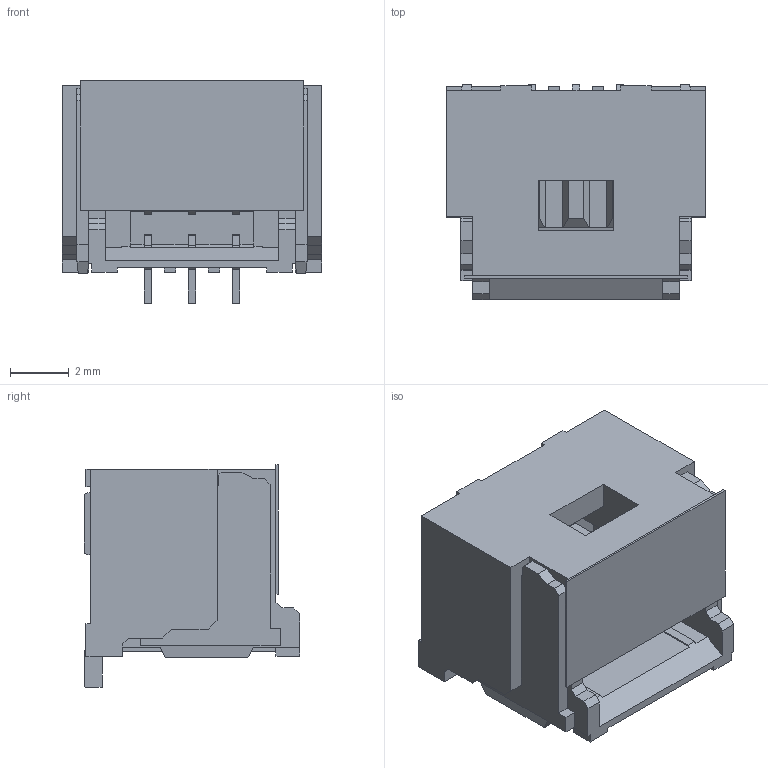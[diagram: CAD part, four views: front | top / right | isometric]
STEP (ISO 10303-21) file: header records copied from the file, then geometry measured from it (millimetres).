
FILE_DESCRIPTION(/* description */ (''),/* implementation_level */ '2;1');
FILE_NAME(/* name */ '2132250370wbm000_02_214.stp',/* time_stamp */ '2024-08-20T16:21:42+06:00',/* author */ (''),/* organization */ (''),/* preprocessor_version */ 'ST-DEVELOPER v16.7',/* originating_system */ 'SIEMENS PLM Software NX 1919',/* authorisation */ '');
FILE_SCHEMA (('AUTOMOTIVE_DESIGN { 1 0 10303 214 3 1 1 1 }'));
Length unit declared in the file: millimetre
Products named in the file (1): 2132250370wbm000_02
Bounding box: 8.8 x 7.3 x 7.55 mm (x, y, z)
Volume: 211.1 mm3; surface area: 573.8 mm2
Topology: 2 solids, 2 shells, 270 faces, 775 edges, 512 vertices
Faces by surface type: plane 258, cylinder 12
Entity records: 8685 total; most frequent: CARTESIAN_POINT 1558, ORIENTED_EDGE 1550, DIRECTION 1341, EDGE_CURVE 775, LINE 751, VECTOR 751, VERTEX_POINT 512, AXIS2_PLACEMENT_3D 295
